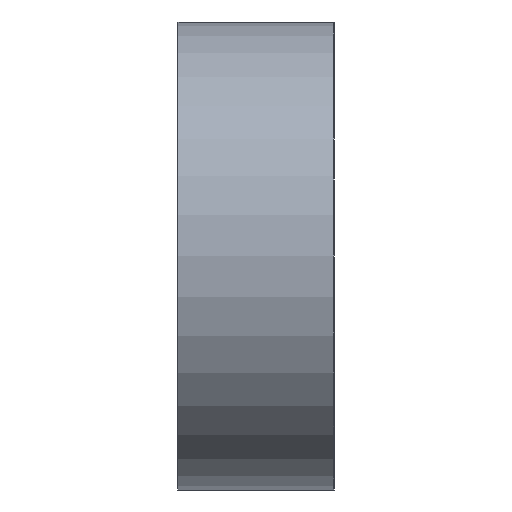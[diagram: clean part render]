
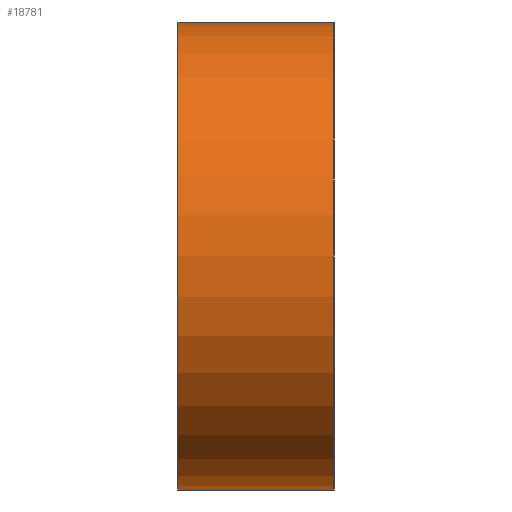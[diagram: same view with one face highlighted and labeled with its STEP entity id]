
A CAD part, left-side view. The second image highlights one B-rep face of the part: STEP entity #18781.
In plain terms, the highlighted cylindrical face has radius 38.1 mm (diameter 76.2 mm), a partial arc.
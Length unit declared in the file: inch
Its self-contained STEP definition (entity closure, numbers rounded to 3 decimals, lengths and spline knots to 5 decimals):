
#135 = VECTOR ( 'NONE', #14916, 39.37008 ) ;
#1054 = CARTESIAN_POINT ( 'NONE',  ( -6.92506, 1., -1.5 ) ) ;
#1230 = VERTEX_POINT ( 'NONE', #2548 ) ;
#1681 = CARTESIAN_POINT ( 'NONE',  ( -6.92506, 1., 0. ) ) ;
#1773 = ORIENTED_EDGE ( 'NONE', *, *, #17164, .T. ) ;
#2038 = VERTEX_POINT ( 'NONE', #15725 ) ;
#2069 = VECTOR ( 'NONE', #5689, 39.37008 ) ;
#2454 = ORIENTED_EDGE ( 'NONE', *, *, #10351, .F. ) ;
#2548 = CARTESIAN_POINT ( 'NONE',  ( -6.92506, 0., -1.5 ) ) ;
#2946 = ORIENTED_EDGE ( 'NONE', *, *, #17008, .T. ) ;
#3200 = DIRECTION ( 'NONE',  ( 0., 0., 1. ) ) ;
#3253 = EDGE_LOOP ( 'NONE', ( #2946, #16571, #2454, #1773 ) ) ;
#3344 = AXIS2_PLACEMENT_3D ( 'NONE', #1681, #12551, #3200 ) ;
#3510 = CIRCLE ( 'NONE', #19165, 1.5 ) ;
#3639 = CARTESIAN_POINT ( 'NONE',  ( -6.92506, 0., 0. ) ) ;
#5218 = DIRECTION ( 'NONE',  ( 0., 0., 1. ) ) ;
#5689 = DIRECTION ( 'NONE',  ( 0., -1., 0. ) ) ;
#8154 = AXIS2_PLACEMENT_3D ( 'NONE', #16102, #9933, #17655 ) ;
#8697 = CARTESIAN_POINT ( 'NONE',  ( -6.92506, 1., -1.5 ) ) ;
#8736 = VERTEX_POINT ( 'NONE', #1054 ) ;
#9691 = VERTEX_POINT ( 'NONE', #17471 ) ;
#9933 = DIRECTION ( 'NONE',  ( 0., -1., 0. ) ) ;
#10351 = EDGE_CURVE ( 'NONE', #8736, #2038, #11870, .T. ) ;
#11870 = CIRCLE ( 'NONE', #3344, 1.5 ) ;
#12551 = DIRECTION ( 'NONE',  ( 0., 1., 0. ) ) ;
#13029 = LINE ( 'NONE', #8697, #135 ) ;
#13445 = CARTESIAN_POINT ( 'NONE',  ( -6.92506, 1., 1.5 ) ) ;
#14520 = DIRECTION ( 'NONE',  ( 0., 1., 0. ) ) ;
#14916 = DIRECTION ( 'NONE',  ( 0., -1., 0. ) ) ;
#15022 = EDGE_CURVE ( 'NONE', #2038, #9691, #19066, .T. ) ;
#15725 = CARTESIAN_POINT ( 'NONE',  ( -6.92506, 1., 1.5 ) ) ;
#16102 = CARTESIAN_POINT ( 'NONE',  ( -6.92506, 1., 0. ) ) ;
#16571 = ORIENTED_EDGE ( 'NONE', *, *, #15022, .F. ) ;
#16980 = CYLINDRICAL_SURFACE ( 'NONE', #8154, 1.5 ) ;
#17008 = EDGE_CURVE ( 'NONE', #1230, #9691, #3510, .T. ) ;
#17164 = EDGE_CURVE ( 'NONE', #8736, #1230, #13029, .T. ) ;
#17468 = FACE_OUTER_BOUND ( 'NONE', #3253, .T. ) ;
#17471 = CARTESIAN_POINT ( 'NONE',  ( -6.92506, 0., 1.5 ) ) ;
#17655 = DIRECTION ( 'NONE',  ( 0., 0., -1. ) ) ;
#18781 = ADVANCED_FACE ( 'NONE', ( #17468 ), #16980, .T. ) ;
#19066 = LINE ( 'NONE', #13445, #2069 ) ;
#19165 = AXIS2_PLACEMENT_3D ( 'NONE', #3639, #14520, #5218 ) ;
